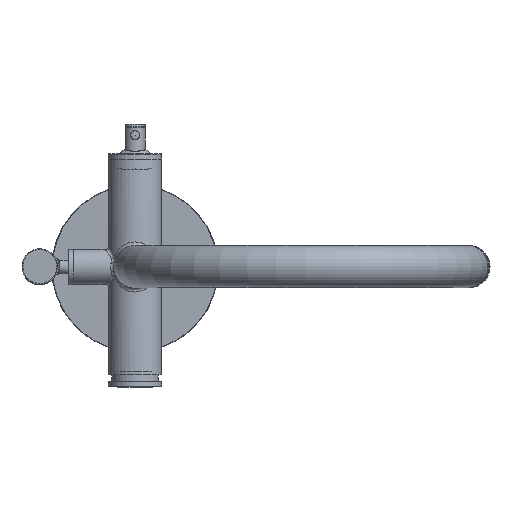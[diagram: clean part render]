
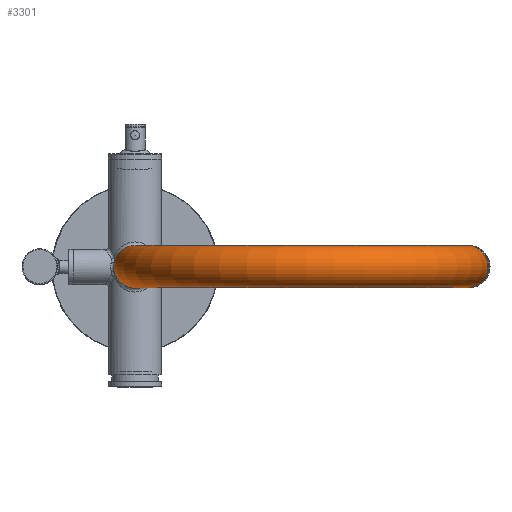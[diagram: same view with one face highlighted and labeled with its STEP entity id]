
A CAD part, top view. The second image highlights one B-rep face of the part: STEP entity #3301.
In plain terms, the highlighted toroidal (fillet/blend) face has major radius 150 mm and minor radius 19 mm.
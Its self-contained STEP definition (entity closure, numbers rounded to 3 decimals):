
#509=TOROIDAL_SURFACE('',#4101,150.,19.);
#1178=ORIENTED_EDGE('',*,*,#1621,.T.);
#1179=ORIENTED_EDGE('',*,*,#1618,.T.);
#1618=EDGE_CURVE('',#1965,#1965,#2107,.F.);
#1621=EDGE_CURVE('',#1968,#1968,#2110,.T.);
#1965=VERTEX_POINT('',#16006);
#1968=VERTEX_POINT('',#16015);
#2107=CIRCLE('',#4094,19.);
#2110=CIRCLE('',#4100,19.);
#2532=EDGE_LOOP('',(#1178));
#2533=EDGE_LOOP('',(#1179));
#2972=FACE_BOUND('',#2532,.T.);
#2973=FACE_BOUND('',#2533,.T.);
#3301=ADVANCED_FACE('',(#2972,#2973),#509,.T.);
#4094=AXIS2_PLACEMENT_3D('',#16005,#4724,#4725);
#4100=AXIS2_PLACEMENT_3D('',#16014,#4736,#4737);
#4101=AXIS2_PLACEMENT_3D('',#16016,#4738,#4739);
#4724=DIRECTION('',(0.122,0.,-0.993));
#4725=DIRECTION('',(-0.993,0.,-0.122));
#4736=DIRECTION('',(0.,0.,1.));
#4737=DIRECTION('',(0.,1.,0.));
#4738=DIRECTION('',(0.,-1.,0.));
#4739=DIRECTION('',(0.,0.,-1.));
#16005=CARTESIAN_POINT('',(298.882,0.,932.292));
#16006=CARTESIAN_POINT('',(280.024,0.,929.976));
#16014=CARTESIAN_POINT('',(0.,0.,
914.011));
#16015=CARTESIAN_POINT('',(0.,19.,914.011));
#16016=CARTESIAN_POINT('',(150.,0.,914.011));
